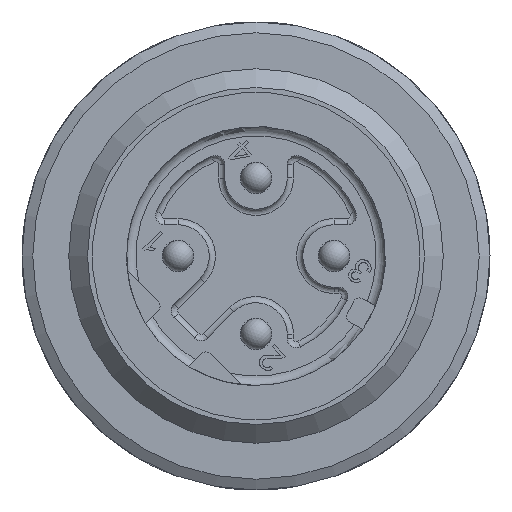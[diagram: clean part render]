
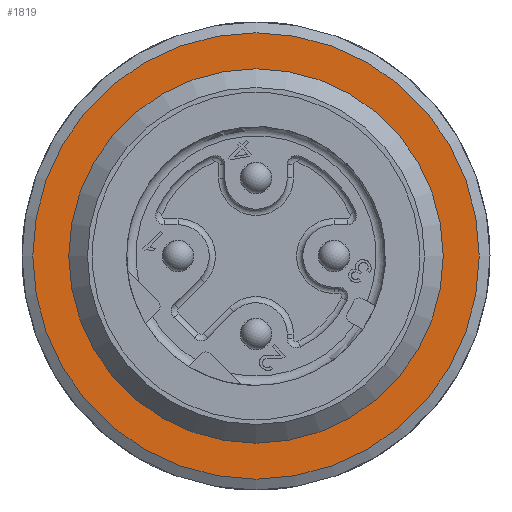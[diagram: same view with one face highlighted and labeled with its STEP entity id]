
A CAD part, left-side view. The second image highlights one B-rep face of the part: STEP entity #1819.
In plain terms, the highlighted planar face has unit normal (-1, 0, 0).
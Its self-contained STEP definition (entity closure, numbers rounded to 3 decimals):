
#1452=PLANE('',#9167);
#1819=ADVANCED_FACE('',(#3198,#3199),#1452,.F.);
#3198=FACE_BOUND('',#3589,.T.);
#3199=FACE_BOUND('',#3590,.T.);
#3589=EDGE_LOOP('',(#5188));
#3590=EDGE_LOOP('',(#5189));
#5188=ORIENTED_EDGE('',*,*,#7900,.F.);
#5189=ORIENTED_EDGE('',*,*,#7901,.T.);
#6858=VERTEX_POINT('',#15211);
#6859=VERTEX_POINT('',#15214);
#7900=EDGE_CURVE('',#6858,#6858,#8676,.T.);
#7901=EDGE_CURVE('',#6859,#6859,#8677,.T.);
#8676=CIRCLE('',#9164,6.);
#8677=CIRCLE('',#9166,7.154);
#9164=AXIS2_PLACEMENT_3D('',#15210,#10425,#10426);
#9166=AXIS2_PLACEMENT_3D('',#15213,#10429,#10430);
#9167=AXIS2_PLACEMENT_3D('',#15215,#10431,#10432);
#10425=DIRECTION('',(-1.,0.,0.));
#10426=DIRECTION('',(0.,0.5,-0.866));
#10429=DIRECTION('',(-1.,0.,0.));
#10430=DIRECTION('',(0.,0.5,-0.866));
#10431=DIRECTION('',(1.,0.,0.));
#10432=DIRECTION('',(0.,0.5,-0.866));
#15210=CARTESIAN_POINT('',(49.101,0.,0.));
#15211=CARTESIAN_POINT('',(49.101,3.,-5.196));
#15213=CARTESIAN_POINT('',(49.101,0.,0.));
#15214=CARTESIAN_POINT('',(49.101,3.577,-6.195));
#15215=CARTESIAN_POINT('',(49.101,-6.195,-3.577));
